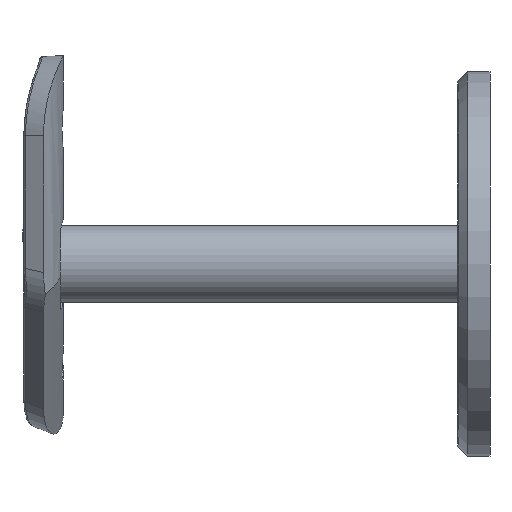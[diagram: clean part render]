
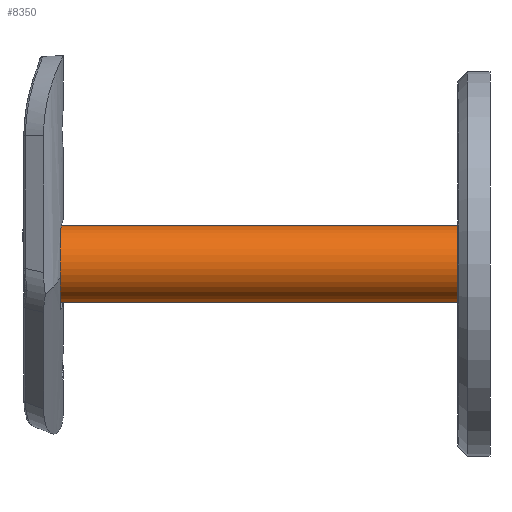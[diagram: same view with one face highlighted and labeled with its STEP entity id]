
A CAD part, left-side view. The second image highlights one B-rep face of the part: STEP entity #8350.
In plain terms, the highlighted cylindrical face has radius 6 mm (diameter 12 mm), a full revolution.
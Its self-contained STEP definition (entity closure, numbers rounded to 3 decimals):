
#440 = ORIENTED_EDGE ( 'NONE', *, *, #1321, .F. ) ;
#644 = AXIS2_PLACEMENT_3D ( 'NONE', #2876, #4104, #13455 ) ;
#1321 = EDGE_CURVE ( 'NONE', #17329, #17329, #3417, .T. ) ;
#1439 = CYLINDRICAL_SURFACE ( 'NONE', #9415, 6. ) ;
#2876 = CARTESIAN_POINT ( 'NONE',  ( 0., 62., 0. ) ) ;
#2977 = DIRECTION ( 'NONE',  ( 0., -1., 0. ) ) ;
#3417 = CIRCLE ( 'NONE', #644, 6. ) ;
#3524 = EDGE_LOOP ( 'NONE', ( #12978 ) ) ;
#4104 = DIRECTION ( 'NONE',  ( 0., 1., 0. ) ) ;
#8350 = ADVANCED_FACE ( 'NONE', ( #11283, #10859 ), #1439, .T. ) ;
#8459 = CARTESIAN_POINT ( 'NONE',  ( 0., 62., 0. ) ) ;
#8653 = DIRECTION ( 'NONE',  ( 0., 0., 1. ) ) ;
#9034 = CARTESIAN_POINT ( 'NONE',  ( 0., 0., 6. ) ) ;
#9415 = AXIS2_PLACEMENT_3D ( 'NONE', #8459, #2977, #16318 ) ;
#9995 = CARTESIAN_POINT ( 'NONE',  ( 0., 0., 0. ) ) ;
#10426 = EDGE_LOOP ( 'NONE', ( #440 ) ) ;
#10859 = FACE_OUTER_BOUND ( 'NONE', #3524, .T. ) ;
#11002 = VERTEX_POINT ( 'NONE', #9034 ) ;
#11283 = FACE_OUTER_BOUND ( 'NONE', #10426, .T. ) ;
#11497 = AXIS2_PLACEMENT_3D ( 'NONE', #9995, #12570, #8653 ) ;
#11564 = CARTESIAN_POINT ( 'NONE',  ( 0., 62., 6. ) ) ;
#11903 = CIRCLE ( 'NONE', #11497, 6. ) ;
#12570 = DIRECTION ( 'NONE',  ( 0., 1., 0. ) ) ;
#12978 = ORIENTED_EDGE ( 'NONE', *, *, #16632, .T. ) ;
#13455 = DIRECTION ( 'NONE',  ( 0., 0., 1. ) ) ;
#16318 = DIRECTION ( 'NONE',  ( 0., 0., -1. ) ) ;
#16632 = EDGE_CURVE ( 'NONE', #11002, #11002, #11903, .T. ) ;
#17329 = VERTEX_POINT ( 'NONE', #11564 ) ;
